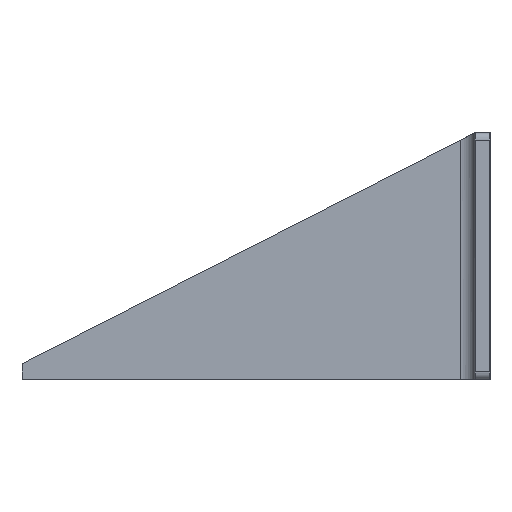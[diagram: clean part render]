
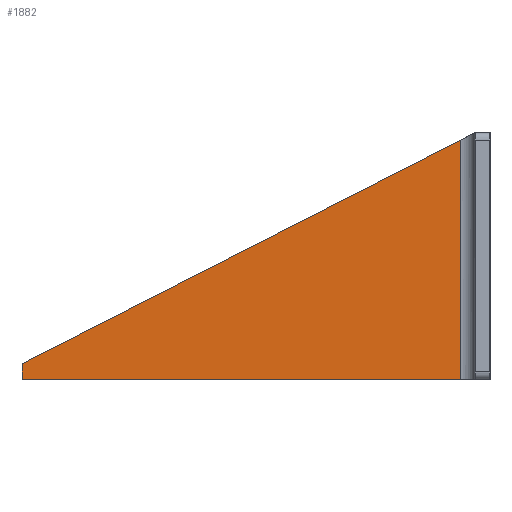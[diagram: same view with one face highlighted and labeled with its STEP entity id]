
A CAD part, left-side view. The second image highlights one B-rep face of the part: STEP entity #1882.
In plain terms, the highlighted planar face has unit normal (-1, 0, 0).
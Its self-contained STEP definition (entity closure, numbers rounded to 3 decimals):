
#1237=CARTESIAN_POINT('',(208.25,-72.,185.85));
#1238=VERTEX_POINT('',#1237);
#1246=CARTESIAN_POINT('',(208.25,46.5,185.85));
#1247=VERTEX_POINT('',#1246);
#1248=CARTESIAN_POINT('',(208.25,46.5,185.85));
#1249=DIRECTION('',(0.,-1.,0.));
#1250=VECTOR('',#1249,118.5);
#1251=LINE('',#1248,#1250);
#1252=EDGE_CURVE('',#1247,#1238,#1251,.T.);
#1852=CARTESIAN_POINT('',(208.25,49.,219.2));
#1853=DIRECTION('',(1.,0.,0.));
#1854=DIRECTION('',(0.,-1.,0.));
#1855=AXIS2_PLACEMENT_3D('',#1852,#1853,#1854);
#1856=PLANE('',#1855);
#1857=CARTESIAN_POINT('',(208.25,46.5,190.124));
#1858=VERTEX_POINT('',#1857);
#1859=CARTESIAN_POINT('',(208.25,-72.,250.512));
#1860=VERTEX_POINT('',#1859);
#1861=CARTESIAN_POINT('',(208.25,46.5,190.124));
#1862=DIRECTION('',(0.,-0.891,0.454));
#1863=VECTOR('',#1862,133.);
#1864=LINE('',#1861,#1863);
#1865=EDGE_CURVE('',#1858,#1860,#1864,.T.);
#1866=ORIENTED_EDGE('',*,*,#1865,.F.);
#1867=CARTESIAN_POINT('',(208.25,46.5,190.124));
#1868=DIRECTION('',(0.,0.,-1.));
#1869=VECTOR('',#1868,4.274);
#1870=LINE('',#1867,#1869);
#1871=EDGE_CURVE('',#1858,#1247,#1870,.T.);
#1872=ORIENTED_EDGE('',*,*,#1871,.T.);
#1873=ORIENTED_EDGE('',*,*,#1252,.T.);
#1874=CARTESIAN_POINT('',(208.25,-72.,250.512));
#1875=DIRECTION('',(0.,0.,-1.));
#1876=VECTOR('',#1875,64.662);
#1877=LINE('',#1874,#1876);
#1878=EDGE_CURVE('',#1860,#1238,#1877,.T.);
#1879=ORIENTED_EDGE('',*,*,#1878,.F.);
#1880=EDGE_LOOP('',(#1866,#1872,#1873,#1879));
#1881=FACE_BOUND('',#1880,.T.);
#1882=ADVANCED_FACE('',(#1881),#1856,.F.);
